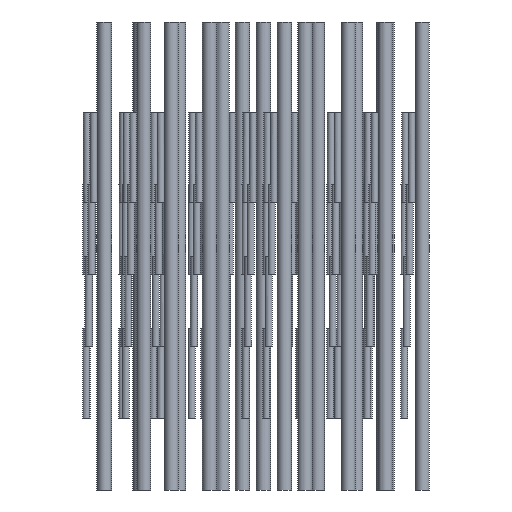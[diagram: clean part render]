
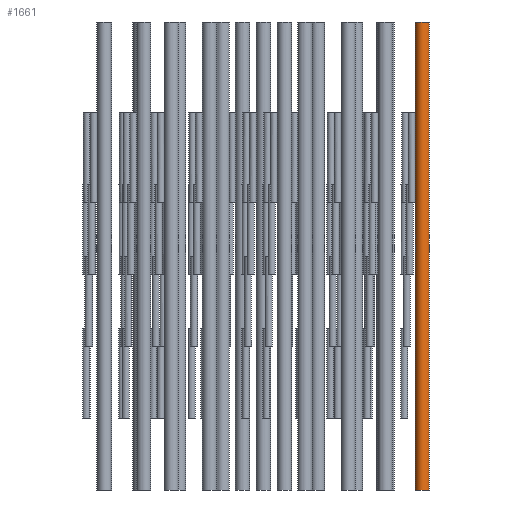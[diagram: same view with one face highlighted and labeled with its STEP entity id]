
A CAD part, left-side view. The second image highlights one B-rep face of the part: STEP entity #1661.
In plain terms, the highlighted cylindrical face has radius 2 mm (diameter 4 mm), a full revolution.
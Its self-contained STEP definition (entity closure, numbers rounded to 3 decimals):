
#1661 = ADVANCED_FACE('',(#1662),#1675,.T.);
#1662 = FACE_BOUND('',#1663,.F.);
#1663 = EDGE_LOOP('',(#1664,#1698,#1721,#1748));
#1664 = ORIENTED_EDGE('',*,*,#1665,.F.);
#1665 = EDGE_CURVE('',#1666,#1666,#1668,.T.);
#1666 = VERTEX_POINT('',#1667);
#1667 = CARTESIAN_POINT('',(92.,-44.095,-50.));
#1668 = SURFACE_CURVE('',#1669,(#1674,#1686),.PCURVE_S1.);
#1669 = CIRCLE('',#1670,2.);
#1670 = AXIS2_PLACEMENT_3D('',#1671,#1672,#1673);
#1671 = CARTESIAN_POINT('',(90.,-44.095,-50.));
#1672 = DIRECTION('',(0.,0.,1.));
#1673 = DIRECTION('',(1.,0.,0.));
#1674 = PCURVE('',#1675,#1680);
#1675 = CYLINDRICAL_SURFACE('',#1676,2.);
#1676 = AXIS2_PLACEMENT_3D('',#1677,#1678,#1679);
#1677 = CARTESIAN_POINT('',(90.,-44.095,-50.));
#1678 = DIRECTION('',(-0.,-0.,-1.));
#1679 = DIRECTION('',(1.,0.,0.));
#1680 = DEFINITIONAL_REPRESENTATION('',(#1681),#1685);
#1681 = LINE('',#1682,#1683);
#1682 = CARTESIAN_POINT('',(-0.,0.));
#1683 = VECTOR('',#1684,1.);
#1684 = DIRECTION('',(-1.,0.));
#1685 = ( GEOMETRIC_REPRESENTATION_CONTEXT(2) 
PARAMETRIC_REPRESENTATION_CONTEXT() REPRESENTATION_CONTEXT('2D SPACE',''
  ) );
#1686 = PCURVE('',#1687,#1692);
#1687 = PLANE('',#1688);
#1688 = AXIS2_PLACEMENT_3D('',#1689,#1690,#1691);
#1689 = CARTESIAN_POINT('',(90.,-44.095,-50.));
#1690 = DIRECTION('',(0.,0.,1.));
#1691 = DIRECTION('',(1.,0.,-0.));
#1692 = DEFINITIONAL_REPRESENTATION('',(#1693),#1697);
#1693 = CIRCLE('',#1694,2.);
#1694 = AXIS2_PLACEMENT_2D('',#1695,#1696);
#1695 = CARTESIAN_POINT('',(0.,0.));
#1696 = DIRECTION('',(1.,0.));
#1697 = ( GEOMETRIC_REPRESENTATION_CONTEXT(2) 
PARAMETRIC_REPRESENTATION_CONTEXT() REPRESENTATION_CONTEXT('2D SPACE',''
  ) );
#1698 = ORIENTED_EDGE('',*,*,#1699,.F.);
#1699 = EDGE_CURVE('',#1700,#1666,#1702,.T.);
#1700 = VERTEX_POINT('',#1701);
#1701 = CARTESIAN_POINT('',(92.,-44.095,80.));
#1702 = SEAM_CURVE('',#1703,(#1707,#1714),.PCURVE_S1.);
#1703 = LINE('',#1704,#1705);
#1704 = CARTESIAN_POINT('',(92.,-44.095,80.));
#1705 = VECTOR('',#1706,1.);
#1706 = DIRECTION('',(0.,0.,-1.));
#1707 = PCURVE('',#1675,#1708);
#1708 = DEFINITIONAL_REPRESENTATION('',(#1709),#1713);
#1709 = LINE('',#1710,#1711);
#1710 = CARTESIAN_POINT('',(-0.,-130.));
#1711 = VECTOR('',#1712,1.);
#1712 = DIRECTION('',(0.,1.));
#1713 = ( GEOMETRIC_REPRESENTATION_CONTEXT(2) 
PARAMETRIC_REPRESENTATION_CONTEXT() REPRESENTATION_CONTEXT('2D SPACE',''
  ) );
#1714 = PCURVE('',#1675,#1715);
#1715 = DEFINITIONAL_REPRESENTATION('',(#1716),#1720);
#1716 = LINE('',#1717,#1718);
#1717 = CARTESIAN_POINT('',(-6.283,-130.));
#1718 = VECTOR('',#1719,1.);
#1719 = DIRECTION('',(0.,1.));
#1720 = ( GEOMETRIC_REPRESENTATION_CONTEXT(2) 
PARAMETRIC_REPRESENTATION_CONTEXT() REPRESENTATION_CONTEXT('2D SPACE',''
  ) );
#1721 = ORIENTED_EDGE('',*,*,#1722,.T.);
#1722 = EDGE_CURVE('',#1700,#1700,#1723,.T.);
#1723 = SURFACE_CURVE('',#1724,(#1729,#1736),.PCURVE_S1.);
#1724 = CIRCLE('',#1725,2.);
#1725 = AXIS2_PLACEMENT_3D('',#1726,#1727,#1728);
#1726 = CARTESIAN_POINT('',(90.,-44.095,80.));
#1727 = DIRECTION('',(0.,0.,1.));
#1728 = DIRECTION('',(1.,0.,0.));
#1729 = PCURVE('',#1675,#1730);
#1730 = DEFINITIONAL_REPRESENTATION('',(#1731),#1735);
#1731 = LINE('',#1732,#1733);
#1732 = CARTESIAN_POINT('',(-0.,-130.));
#1733 = VECTOR('',#1734,1.);
#1734 = DIRECTION('',(-1.,0.));
#1735 = ( GEOMETRIC_REPRESENTATION_CONTEXT(2) 
PARAMETRIC_REPRESENTATION_CONTEXT() REPRESENTATION_CONTEXT('2D SPACE',''
  ) );
#1736 = PCURVE('',#1737,#1742);
#1737 = PLANE('',#1738);
#1738 = AXIS2_PLACEMENT_3D('',#1739,#1740,#1741);
#1739 = CARTESIAN_POINT('',(90.,-44.095,80.));
#1740 = DIRECTION('',(0.,0.,1.));
#1741 = DIRECTION('',(1.,0.,-0.));
#1742 = DEFINITIONAL_REPRESENTATION('',(#1743),#1747);
#1743 = CIRCLE('',#1744,2.);
#1744 = AXIS2_PLACEMENT_2D('',#1745,#1746);
#1745 = CARTESIAN_POINT('',(0.,0.));
#1746 = DIRECTION('',(1.,0.));
#1747 = ( GEOMETRIC_REPRESENTATION_CONTEXT(2) 
PARAMETRIC_REPRESENTATION_CONTEXT() REPRESENTATION_CONTEXT('2D SPACE',''
  ) );
#1748 = ORIENTED_EDGE('',*,*,#1699,.T.);
